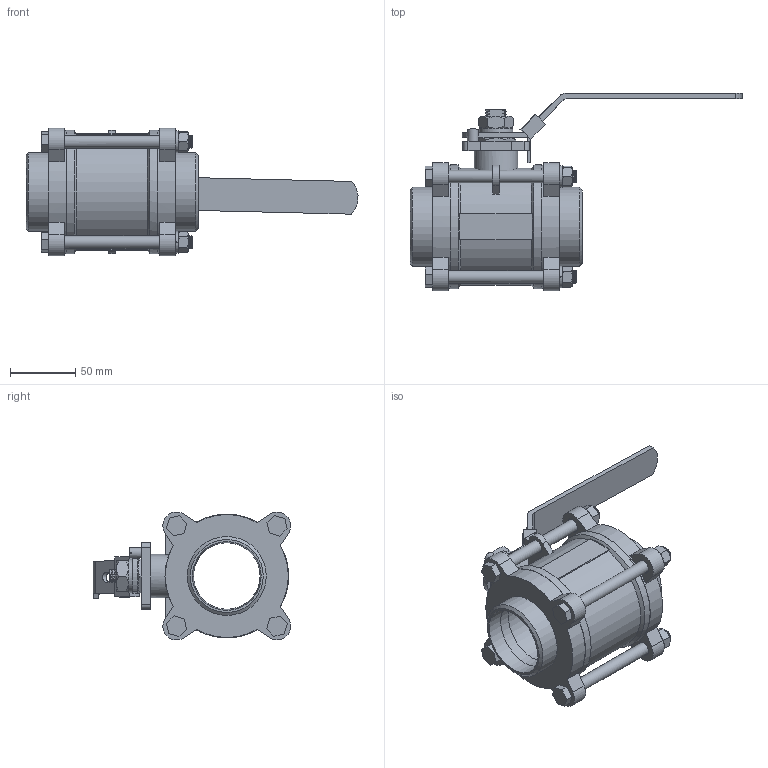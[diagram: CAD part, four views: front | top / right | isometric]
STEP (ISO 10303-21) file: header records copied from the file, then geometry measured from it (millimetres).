
FILE_DESCRIPTION(/* description */ ('Unknown'),/* implementation_level */ '2;1');
FILE_NAME(/* name */ '20210319-R-641-S-BW-DN50',/* time_stamp */ '2021-03-19T18:28:55+08:00',/* author */ ('Unknown'),/* organization */ ('Unknown'),/* preprocessor_version */ 'ST-DEVELOPER v16.7',/* originating_system */ 'DEX',/* authorisation */ $);
FILE_SCHEMA (('AUTOMOTIVE_DESIGN {1 0 10303 214 3 1 1}'));
Length unit declared in the file: millimetre
Products named in the file (1): V-3CS BW DN50
Bounding box: 253.62 x 150.83 x 97.66 mm (x, y, z)
Surface area: 120222.6 mm2 (no closed solid volume)
Topology: 0 solids, 1 shells, 708 faces, 2088 edges, 1400 vertices
Faces by surface type: plane 339, bspline 151, cylinder 130, cone 88
Full cylindrical faces by diameter (mm): 5 x1, 5.2 x25, 8 x1, 8.3 x1, 9.525 x16, 11 x10, 15.8 x1, 16.6 x1, 33.111 x1, 50.8 x1, 52.5 x2, 60.3 x2, 94 x2, 94.5 x2
Entity records: 52118 total; most frequent: CARTESIAN_POINT 36066, ORIENTED_EDGE 3976, DIRECTION 2446, EDGE_CURVE 1988, VERTEX_POINT 1380, LINE 826, VECTOR 826, AXIS2_PLACEMENT_3D 810
